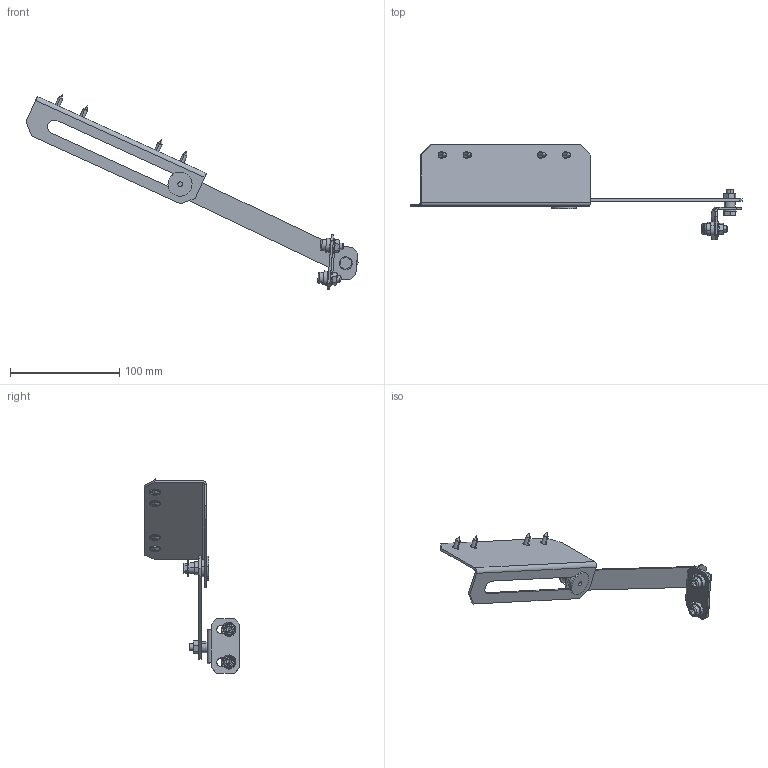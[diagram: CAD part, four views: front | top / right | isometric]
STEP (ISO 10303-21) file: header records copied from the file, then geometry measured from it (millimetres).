
FILE_DESCRIPTION (( 'STEP AP203' ), '1' );
FILE_NAME ('U3201152002 Îãðàíè÷èòåëü äâåðè ê UC2 (000.320.028).STEP', '2022-04-29T05:56:47', ( '' ), ( '' ), 'SwSTEP 2.0', 'SolidWorks 2017', '' );
FILE_SCHEMA (( 'CONFIG_CONTROL_DESIGN' ));
Length unit declared in the file: millimetre
Products named in the file (16): 鎔艜 DIN 912_M6x16; 025-182 Ïëàíêà ðû÷àã; 025-181  Ïëàíêà ôèêñàòîðà; 嵑殧趌11371_6; hex flange nut_din_Hexagon Flange Nut DIN 6923 - M6 - N; U3201152002 Îãðàíè÷èòåëü äâåðè ê UC2 (000.320.028); 016-81 Øòûðü; 蹴濋趌5915_M6; Øàéáà_6958 øèðîêàÿ_5; 026-646 Óãîëîê ôèêñàòîðà êîðïóñà; 嵑殧趌6402_6; Øàéáà íåéëîí Ø028_Œ6; 鍔錓_7798_M6x20; 050-32 鎗鵻罻; 鍔錓_7798_M5x10; Âèíò ÑÌÌ-SD 4,2õ13_01
Assembly tree (21 placements, depth 2):
  U3201152002 Îãðàíè÷èòåëü äâåðè ê UC2 (000.320.028)
    Âèíò ÑÌÌ-SD 4,2õ13_01  x4
    hex flange nut_din_Hexagon Flange Nut DIN 6923 - M6 - N  x2
    Øàéáà íåéëîí Ø028_Œ6  x2
    鎔艜 DIN 912_M6x16  x2
    026-646 Óãîëîê ôèêñàòîðà êîðïóñà
    025-182 Ïëàíêà ðû÷àã
    025-181  Ïëàíêà ôèêñàòîðà
    鍔錓_7798_M5x10
    Øàéáà_6958 øèðîêàÿ_5
    016-81 Øòûðü
    鍔錓_7798_M6x20
    050-32 鎗鵻罻
    蹴濋趌5915_M6
    嵑殧趌6402_6
    嵑殧趌11371_6
Bounding box: 303.7 x 87.5 x 178.08 mm (x, y, z)
Volume: 45223.5 mm3; surface area: 48920.4 mm2
Topology: 21 solids, 21 shells, 452 faces, 1089 edges, 684 vertices
Faces by surface type: plane 249, cylinder 115, cone 56, torus 12, bspline 12, sphere 8
Entity records: 9639 total; most frequent: CARTESIAN_POINT 1641, DIRECTION 1333, ORIENTED_EDGE 1222, EDGE_CURVE 611, AXIS2_PLACEMENT_3D 498, VERTEX_POINT 388, LINE 337, VECTOR 337
